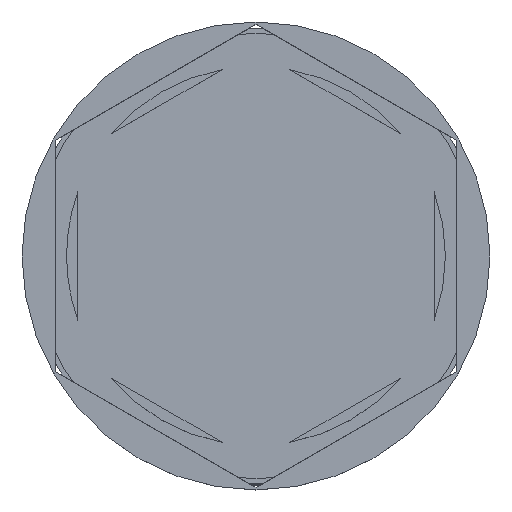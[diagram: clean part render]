
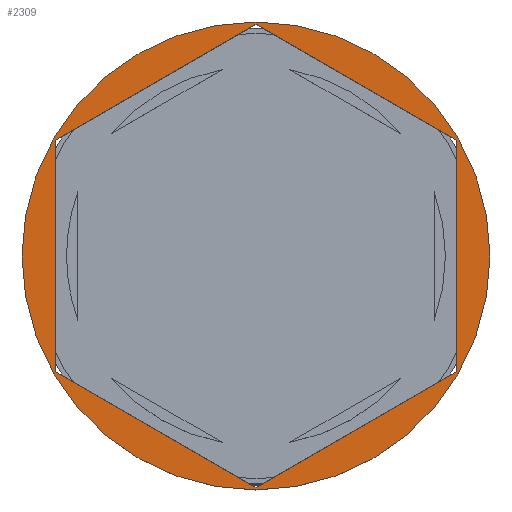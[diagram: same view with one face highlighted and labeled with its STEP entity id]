
A CAD part, top view. The second image highlights one B-rep face of the part: STEP entity #2309.
In plain terms, the highlighted planar face has unit normal (0, 0, 1).
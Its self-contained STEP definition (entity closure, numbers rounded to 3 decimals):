
#50 = AXIS2_PLACEMENT_3D ( 'NONE', #1013, #1304, #2228 ) ;
#100 = CARTESIAN_POINT ( 'NONE',  ( 9., 5.196, 0. ) ) ;
#149 = VERTEX_POINT ( 'NONE', #3716 ) ;
#230 = DIRECTION ( 'NONE',  ( 0.866, 0.5, 0. ) ) ;
#283 = CARTESIAN_POINT ( 'NONE',  ( -10.5, 0., 0. ) ) ;
#318 = ORIENTED_EDGE ( 'NONE', *, *, #533, .F. ) ;
#423 = VECTOR ( 'NONE', #674, 1000. ) ;
#448 = ORIENTED_EDGE ( 'NONE', *, *, #1742, .F. ) ;
#496 = DIRECTION ( 'NONE',  ( 0., -1., 0. ) ) ;
#497 = DIRECTION ( 'NONE',  ( 0., 0., 1. ) ) ;
#519 = PLANE ( 'NONE',  #2904 ) ;
#533 = EDGE_CURVE ( 'NONE', #2929, #3336, #3206, .T. ) ;
#599 = LINE ( 'NONE', #3028, #2390 ) ;
#674 = DIRECTION ( 'NONE',  ( -0.866, -0.5, 0. ) ) ;
#680 = VECTOR ( 'NONE', #2915, 1000. ) ;
#702 = EDGE_CURVE ( 'NONE', #2870, #1301, #3265, .T. ) ;
#774 = EDGE_LOOP ( 'NONE', ( #2172, #318, #3449, #1993, #899, #448 ) ) ;
#899 = ORIENTED_EDGE ( 'NONE', *, *, #1989, .F. ) ;
#957 = LINE ( 'NONE', #1864, #2269 ) ;
#1013 = CARTESIAN_POINT ( 'NONE',  ( 0., 0., 0. ) ) ;
#1058 = CIRCLE ( 'NONE', #1880, 10.5 ) ;
#1216 = EDGE_CURVE ( 'NONE', #3336, #3086, #599, .T. ) ;
#1301 = VERTEX_POINT ( 'NONE', #2685 ) ;
#1304 = DIRECTION ( 'NONE',  ( 0., 0., 1. ) ) ;
#1318 = VECTOR ( 'NONE', #1779, 1000. ) ;
#1325 = VERTEX_POINT ( 'NONE', #283 ) ;
#1513 = DIRECTION ( 'NONE',  ( -0.866, 0.5, 0. ) ) ;
#1519 = ORIENTED_EDGE ( 'NONE', *, *, #1598, .T. ) ;
#1598 = EDGE_CURVE ( 'NONE', #1325, #149, #1058, .T. ) ;
#1685 = CARTESIAN_POINT ( 'NONE',  ( 0., 0., 0. ) ) ;
#1705 = CARTESIAN_POINT ( 'NONE',  ( 9., -5.196, 0. ) ) ;
#1742 = EDGE_CURVE ( 'NONE', #3086, #1908, #2446, .T. ) ;
#1779 = DIRECTION ( 'NONE',  ( 0.866, -0.5, 0. ) ) ;
#1864 = CARTESIAN_POINT ( 'NONE',  ( -9., 5.196, 0. ) ) ;
#1873 = CARTESIAN_POINT ( 'NONE',  ( -9., -5.196, 0. ) ) ;
#1880 = AXIS2_PLACEMENT_3D ( 'NONE', #1685, #2299, #3794 ) ;
#1908 = VERTEX_POINT ( 'NONE', #2860 ) ;
#1919 = EDGE_LOOP ( 'NONE', ( #2374, #1519 ) ) ;
#1934 = EDGE_CURVE ( 'NONE', #149, #1325, #2836, .T. ) ;
#1954 = VECTOR ( 'NONE', #230, 1000. ) ;
#1989 = EDGE_CURVE ( 'NONE', #1908, #2870, #957, .T. ) ;
#1993 = ORIENTED_EDGE ( 'NONE', *, *, #702, .F. ) ;
#2157 = CARTESIAN_POINT ( 'NONE',  ( 0., 10.392, 0. ) ) ;
#2172 = ORIENTED_EDGE ( 'NONE', *, *, #1216, .F. ) ;
#2175 = CARTESIAN_POINT ( 'NONE',  ( -9., -5.196, 0. ) ) ;
#2228 = DIRECTION ( 'NONE',  ( 1., 0., 0. ) ) ;
#2269 = VECTOR ( 'NONE', #496, 1000. ) ;
#2271 = CARTESIAN_POINT ( 'NONE',  ( 0., 10.392, 0. ) ) ;
#2283 = DIRECTION ( 'NONE',  ( 1., 0., 0. ) ) ;
#2299 = DIRECTION ( 'NONE',  ( 0., 0., 1. ) ) ;
#2309 = ADVANCED_FACE ( 'NONE', ( #3508, #2577 ), #519, .T. ) ;
#2374 = ORIENTED_EDGE ( 'NONE', *, *, #1934, .T. ) ;
#2390 = VECTOR ( 'NONE', #1513, 1000. ) ;
#2446 = LINE ( 'NONE', #2157, #423 ) ;
#2577 = FACE_OUTER_BOUND ( 'NONE', #1919, .T. ) ;
#2685 = CARTESIAN_POINT ( 'NONE',  ( 0., -10.392, 0. ) ) ;
#2765 = EDGE_CURVE ( 'NONE', #1301, #2929, #3244, .T. ) ;
#2836 = CIRCLE ( 'NONE', #50, 10.5 ) ;
#2860 = CARTESIAN_POINT ( 'NONE',  ( -9., 5.196, 0. ) ) ;
#2870 = VERTEX_POINT ( 'NONE', #2175 ) ;
#2904 = AXIS2_PLACEMENT_3D ( 'NONE', #2935, #497, #2283 ) ;
#2915 = DIRECTION ( 'NONE',  ( 0., 1., 0. ) ) ;
#2929 = VERTEX_POINT ( 'NONE', #3197 ) ;
#2935 = CARTESIAN_POINT ( 'NONE',  ( 0., 0., 0. ) ) ;
#3028 = CARTESIAN_POINT ( 'NONE',  ( 9., 5.196, 0. ) ) ;
#3086 = VERTEX_POINT ( 'NONE', #2271 ) ;
#3197 = CARTESIAN_POINT ( 'NONE',  ( 9., -5.196, 0. ) ) ;
#3206 = LINE ( 'NONE', #1705, #680 ) ;
#3244 = LINE ( 'NONE', #3561, #1954 ) ;
#3265 = LINE ( 'NONE', #1873, #1318 ) ;
#3336 = VERTEX_POINT ( 'NONE', #100 ) ;
#3449 = ORIENTED_EDGE ( 'NONE', *, *, #2765, .F. ) ;
#3508 = FACE_BOUND ( 'NONE', #774, .T. ) ;
#3561 = CARTESIAN_POINT ( 'NONE',  ( 0., -10.392, 0. ) ) ;
#3716 = CARTESIAN_POINT ( 'NONE',  ( 10.5, 0., 0. ) ) ;
#3794 = DIRECTION ( 'NONE',  ( 1., 0., 0. ) ) ;
